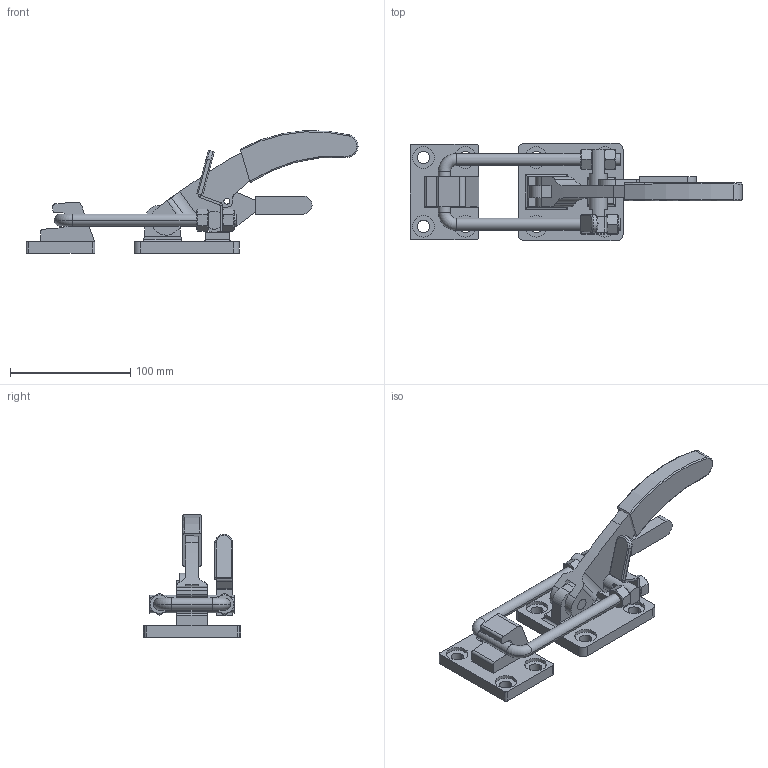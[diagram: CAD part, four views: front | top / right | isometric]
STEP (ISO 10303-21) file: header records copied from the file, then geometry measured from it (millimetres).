
FILE_DESCRIPTION (( 'STEP AP203' ), '1' );
FILE_NAME ('HS-40360-ST.STEP', '2018-12-07T06:48:09', ( 'PCOS' ), ( '微软中国' ), 'SwSTEP 2.0', 'SolidWorks 2012', '' );
FILE_SCHEMA (( 'CONFIG_CONTROL_DESIGN' ));
Length unit declared in the file: millimetre
Products named in the file (13): HS-40370-LP; 菁釱; HS-40360-ST; 忒參3; 忒參; 忒參1; 偌梟; hexagon nuts grade c gb_GB_FASTENER_NUT_SNC1 M10-N; 种2; 挴裝; 种1; 坶梟; 忒梟
Assembly tree (15 placements, depth 2):
  HS-40360-ST
    菁釱
    HS-40370-LP
    忒梟
    坶梟
    种1
    挴裝
    种2
    hexagon nuts grade c gb_GB_FASTENER_NUT_SNC1 M10-N  x4
    偌梟
    忒參1
    忒參
    忒參3
Bounding box: 276.38 x 81 x 102.05 mm (x, y, z)
Volume: 278963.9 mm3; surface area: 90937.7 mm2
Topology: 15 solids, 15 shells, 315 faces, 760 edges, 488 vertices
Faces by surface type: plane 153, cylinder 128, cone 20, torus 14
Entity records: 9825 total; most frequent: CARTESIAN_POINT 1701, DIRECTION 1474, ORIENTED_EDGE 1328, EDGE_CURVE 664, AXIS2_PLACEMENT_3D 557, VERTEX_POINT 428, LINE 360, VECTOR 360
